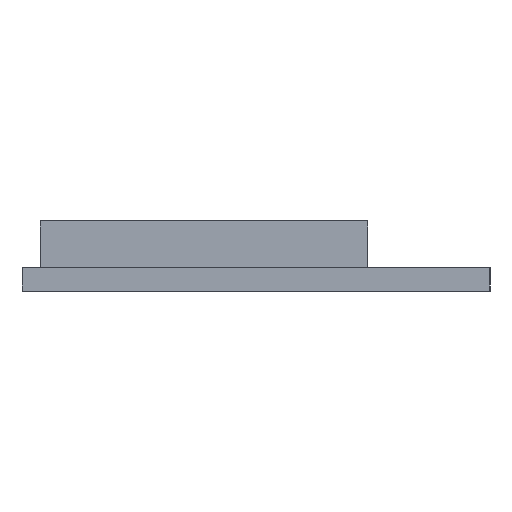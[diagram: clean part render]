
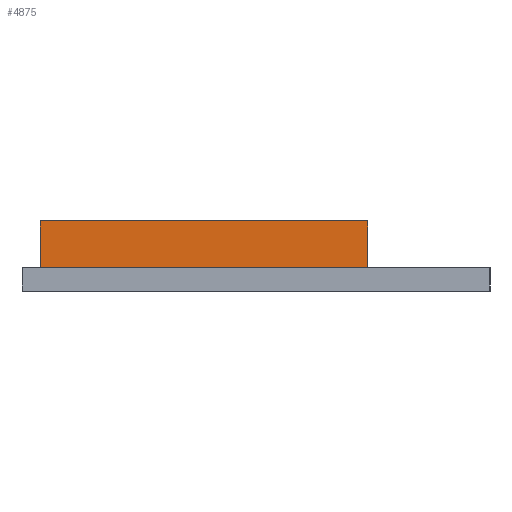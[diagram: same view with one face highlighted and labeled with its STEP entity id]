
A CAD part, left-side view. The second image highlights one B-rep face of the part: STEP entity #4875.
In plain terms, the highlighted planar face has unit normal (-1, 0, 0).
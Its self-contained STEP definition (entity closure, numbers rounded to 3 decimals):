
#469=FACE_OUTER_BOUND('',#757,.T.);
#757=EDGE_LOOP('',(#3262,#3263,#3264,#3265));
#1082=LINE('',#6135,#1551);
#1090=LINE('',#6150,#1559);
#1091=LINE('',#6152,#1560);
#1092=LINE('',#6153,#1561);
#1551=VECTOR('',#5352,10.);
#1559=VECTOR('',#5364,10.);
#1560=VECTOR('',#5367,10.);
#1561=VECTOR('',#5368,10.);
#2015=VERTEX_POINT('',#6131);
#2017=VERTEX_POINT('',#6134);
#2021=VERTEX_POINT('',#6146);
#2022=VERTEX_POINT('',#6148);
#2506=EDGE_CURVE('',#2015,#2017,#1082,.T.);
#2514=EDGE_CURVE('',#2021,#2022,#1090,.T.);
#2515=EDGE_CURVE('',#2021,#2015,#1091,.T.);
#2516=EDGE_CURVE('',#2017,#2022,#1092,.T.);
#3262=ORIENTED_EDGE('',*,*,#2515,.F.);
#3263=ORIENTED_EDGE('',*,*,#2514,.T.);
#3264=ORIENTED_EDGE('',*,*,#2516,.F.);
#3265=ORIENTED_EDGE('',*,*,#2506,.F.);
#4723=PLANE('',#5179);
#4875=ADVANCED_FACE('',(#469),#4723,.T.);
#5179=AXIS2_PLACEMENT_3D('',#6151,#5365,#5366);
#5352=DIRECTION('',(0.,0.,1.));
#5364=DIRECTION('',(0.,0.,1.));
#5365=DIRECTION('center_axis',(-1.,0.,0.));
#5366=DIRECTION('ref_axis',(0.,-1.,0.));
#5367=DIRECTION('',(0.,1.,0.));
#5368=DIRECTION('',(0.,-1.,0.));
#6131=CARTESIAN_POINT('',(0.347,38.452,2.));
#6134=CARTESIAN_POINT('',(0.347,38.452,6.));
#6135=CARTESIAN_POINT('',(0.347,38.452,2.));
#6146=CARTESIAN_POINT('',(0.347,10.452,2.));
#6148=CARTESIAN_POINT('',(0.347,10.452,6.));
#6150=CARTESIAN_POINT('',(0.347,10.452,2.));
#6151=CARTESIAN_POINT('Origin',(0.347,38.452,2.));
#6152=CARTESIAN_POINT('',(0.347,31.452,2.));
#6153=CARTESIAN_POINT('',(0.347,31.452,6.));
